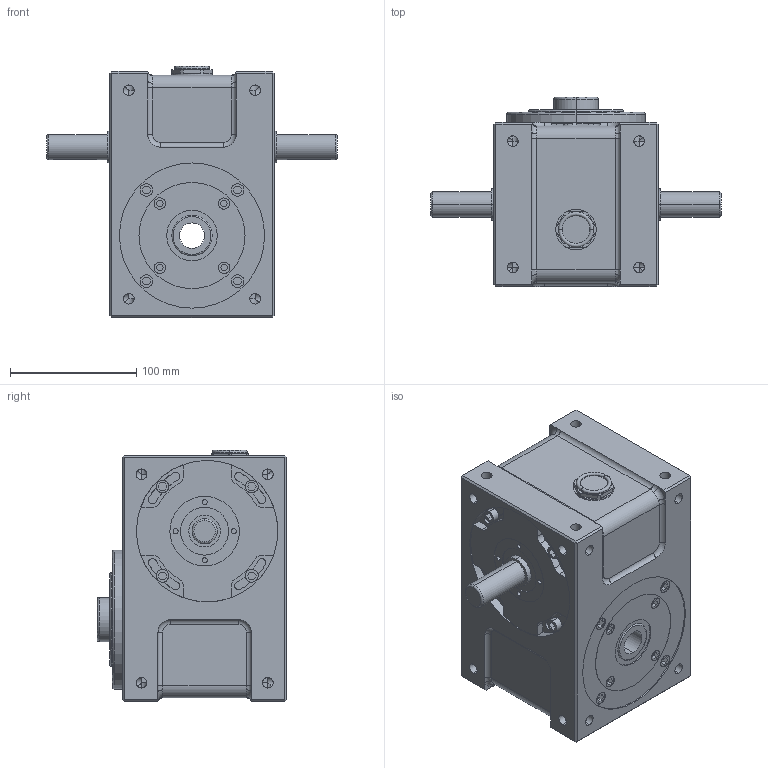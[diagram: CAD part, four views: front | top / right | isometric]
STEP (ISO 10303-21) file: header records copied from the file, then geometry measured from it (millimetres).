
FILE_DESCRIPTION (( 'STEP AP203' ), '1' );
FILE_NAME ('DH070¼Ð·Ç.STEP', '2025-05-29T08:20:09', ( '' ), ( '' ), 'SwSTEP 2.0', 'SolidWorks 2018', '' );
FILE_SCHEMA (( 'CONFIG_CONTROL_DESIGN' ));
Length unit declared in the file: millimetre
Products named in the file (1): DH070標準
Bounding box: 230 x 150 x 199 mm (x, y, z)
Volume: 3180190 mm3; surface area: 176645.9 mm2
Topology: 1 solids, 1 shells, 604 faces, 1506 edges, 950 vertices
Faces by surface type: plane 305, cylinder 242, torus 30, bspline 25, cone 2
Entity records: 19169 total; most frequent: CARTESIAN_POINT 4358, DIRECTION 3200, ORIENTED_EDGE 3012, EDGE_CURVE 1506, AXIS2_PLACEMENT_3D 1196, VERTEX_POINT 950, VECTOR 808, LINE 808
